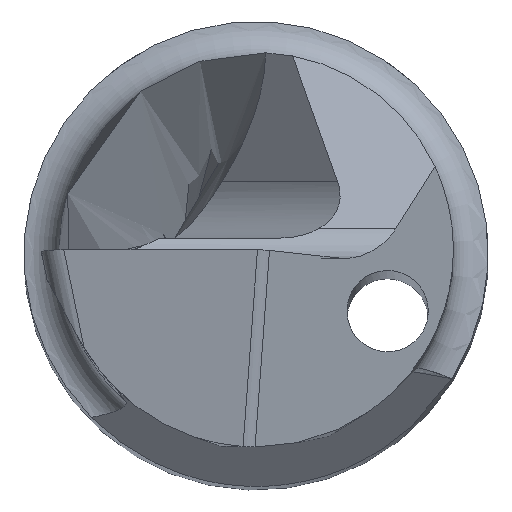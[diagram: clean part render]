
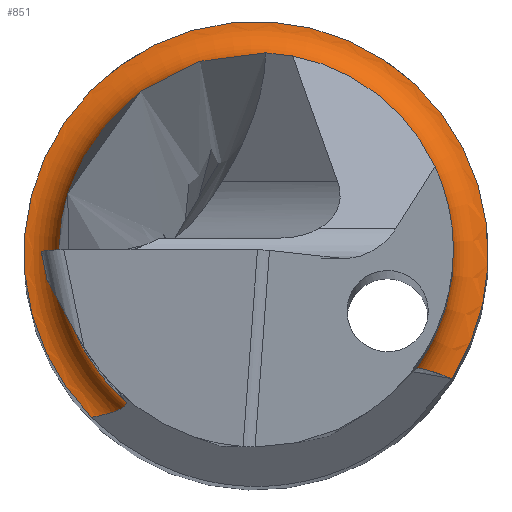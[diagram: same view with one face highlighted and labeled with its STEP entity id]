
A CAD part, top view. The second image highlights one B-rep face of the part: STEP entity #851.
In plain terms, the highlighted toroidal (fillet/blend) face has major radius 2 mm and minor radius 0.3 mm.
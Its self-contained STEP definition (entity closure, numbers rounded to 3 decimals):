
#2 = CARTESIAN_POINT ( 'NONE',  ( 1.681, -1.083, 21.8 ) ) ;
#12 = CIRCLE ( 'NONE', #529, 1.7 ) ;
#75 = EDGE_CURVE ( 'NONE', #1148, #665, #1397, .T. ) ;
#133 = CARTESIAN_POINT ( 'NONE',  ( -1.127, -1.273, 22.1 ) ) ;
#174 = CARTESIAN_POINT ( 'NONE',  ( -1.115, -1.295, 22.017 ) ) ;
#187 = CARTESIAN_POINT ( 'NONE',  ( 0., 0., 22.1 ) ) ;
#267 = FACE_OUTER_BOUND ( 'NONE', #566, .T. ) ;
#326 = CARTESIAN_POINT ( 'NONE',  ( 1.418, -0.988, 21.953 ) ) ;
#405 = EDGE_CURVE ( 'NONE', #1292, #1017, #724, .T. ) ;
#440 = CARTESIAN_POINT ( 'NONE',  ( 1.387, -0.982, 22.026 ) ) ;
#486 = ORIENTED_EDGE ( 'NONE', *, *, #75, .T. ) ;
#518 = DIRECTION ( 'NONE',  ( 0., 0., -1. ) ) ;
#529 = AXIS2_PLACEMENT_3D ( 'NONE', #187, #518, #633 ) ;
#566 = EDGE_LOOP ( 'NONE', ( #1393, #1400, #816, #486, #836 ) ) ;
#612 = CARTESIAN_POINT ( 'NONE',  ( -1.419, -1.41, 21.8 ) ) ;
#624 = CIRCLE ( 'NONE', #645, 2. ) ;
#633 = DIRECTION ( 'NONE',  ( -1., 0., 0. ) ) ;
#645 = AXIS2_PLACEMENT_3D ( 'NONE', #1291, #843, #809 ) ;
#665 = VERTEX_POINT ( 'NONE', #773 ) ;
#710 = DIRECTION ( 'NONE',  ( 0., 0., 1. ) ) ;
#717 = DIRECTION ( 'NONE',  ( -1., 0., 0. ) ) ;
#724 = B_SPLINE_CURVE_WITH_KNOTS ( 'NONE', 3,
 ( #612, #1063, #943, #732, #1170, #174, #846, #1305 ),
 .UNSPECIFIED., .F., .F.,
 ( 4, 2, 2, 4 ),
 ( 0., 0., 0., 0.001 ),
 .UNSPECIFIED. ) ;
#731 = EDGE_CURVE ( 'NONE', #1148, #1322, #875, .T. ) ;
#732 = CARTESIAN_POINT ( 'NONE',  ( -1.16, -1.335, 21.905 ) ) ;
#755 = CARTESIAN_POINT ( 'NONE',  ( 1.381, -0.992, 22.1 ) ) ;
#773 = CARTESIAN_POINT ( 'NONE',  ( 1.681, -1.083, 21.8 ) ) ;
#785 = CARTESIAN_POINT ( 'NONE',  ( 1.672, -1.078, 21.8 ) ) ;
#809 = DIRECTION ( 'NONE',  ( -1., 0., 0. ) ) ;
#816 = ORIENTED_EDGE ( 'NONE', *, *, #731, .F. ) ;
#836 = ORIENTED_EDGE ( 'NONE', *, *, #1095, .F. ) ;
#843 = DIRECTION ( 'NONE',  ( 0., 0., -1. ) ) ;
#846 = CARTESIAN_POINT ( 'NONE',  ( -1.116, -1.283, 22.06 ) ) ;
#851 = ADVANCED_FACE ( 'NONE', ( #267 ), #1099, .F. ) ;
#875 = B_SPLINE_CURVE_WITH_KNOTS ( 'NONE', 3,
 ( #1246, #1239, #1469, #326, #440, #1476 ),
 .UNSPECIFIED., .F., .F.,
 ( 4, 2, 4 ),
 ( 0., 0., 0. ),
 .UNSPECIFIED. ) ;
#943 = CARTESIAN_POINT ( 'NONE',  ( -1.251, -1.375, 21.823 ) ) ;
#961 = CARTESIAN_POINT ( 'NONE',  ( 1.652, -1.067, 21.802 ) ) ;
#963 = CARTESIAN_POINT ( 'NONE',  ( -1.419, -1.41, 21.8 ) ) ;
#1017 = VERTEX_POINT ( 'NONE', #133 ) ;
#1063 = CARTESIAN_POINT ( 'NONE',  ( -1.334, -1.396, 21.8 ) ) ;
#1095 = EDGE_CURVE ( 'NONE', #1292, #665, #624, .T. ) ;
#1099 = TOROIDAL_SURFACE ( 'NONE', #1232, 2., 0.3 ) ;
#1148 = VERTEX_POINT ( 'NONE', #1284 ) ;
#1170 = CARTESIAN_POINT ( 'NONE',  ( -1.137, -1.321, 21.94 ) ) ;
#1232 = AXIS2_PLACEMENT_3D ( 'NONE', #1419, #710, #717 ) ;
#1239 = CARTESIAN_POINT ( 'NONE',  ( 1.586, -1.033, 21.81 ) ) ;
#1246 = CARTESIAN_POINT ( 'NONE',  ( 1.652, -1.067, 21.802 ) ) ;
#1257 = EDGE_CURVE ( 'NONE', #1017, #1322, #12, .T. ) ;
#1284 = CARTESIAN_POINT ( 'NONE',  ( 1.652, -1.067, 21.802 ) ) ;
#1291 = CARTESIAN_POINT ( 'NONE',  ( 0., 0., 21.8 ) ) ;
#1292 = VERTEX_POINT ( 'NONE', #963 ) ;
#1305 = CARTESIAN_POINT ( 'NONE',  ( -1.127, -1.273, 22.1 ) ) ;
#1322 = VERTEX_POINT ( 'NONE', #755 ) ;
#1393 = ORIENTED_EDGE ( 'NONE', *, *, #405, .T. ) ;
#1397 = B_SPLINE_CURVE_WITH_KNOTS ( 'NONE', 3,
 ( #961, #1430, #785, #2 ),
 .UNSPECIFIED., .F., .F.,
 ( 4, 4 ),
 ( 0., 0. ),
 .UNSPECIFIED. ) ;
#1400 = ORIENTED_EDGE ( 'NONE', *, *, #1257, .T. ) ;
#1419 = CARTESIAN_POINT ( 'NONE',  ( 0., 0., 22.1 ) ) ;
#1430 = CARTESIAN_POINT ( 'NONE',  ( 1.662, -1.072, 21.801 ) ) ;
#1469 = CARTESIAN_POINT ( 'NONE',  ( 1.518, -1.014, 21.846 ) ) ;
#1476 = CARTESIAN_POINT ( 'NONE',  ( 1.381, -0.992, 22.1 ) ) ;
